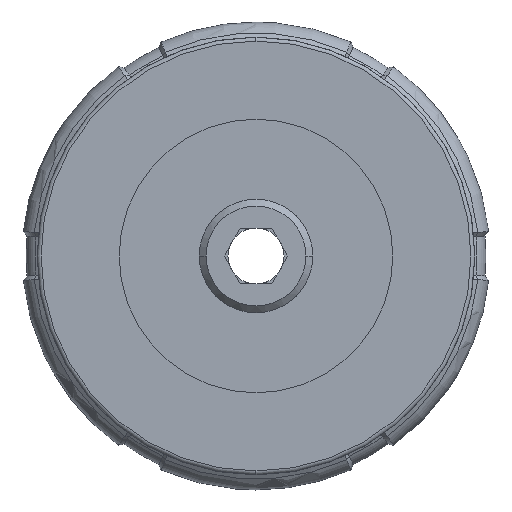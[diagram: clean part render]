
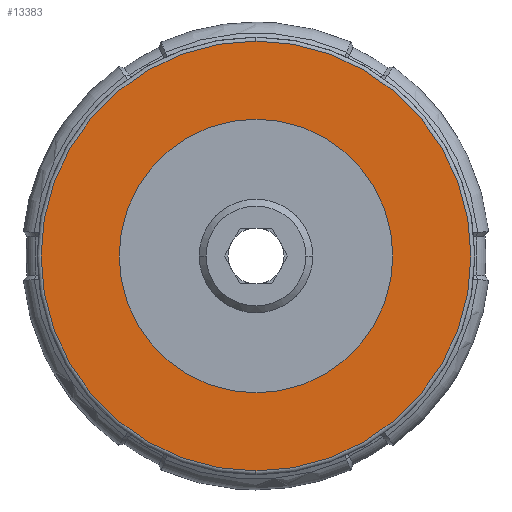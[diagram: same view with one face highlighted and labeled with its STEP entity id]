
A CAD part, front view. The second image highlights one B-rep face of the part: STEP entity #13383.
In plain terms, the highlighted planar face has unit normal (0, -1, 0).
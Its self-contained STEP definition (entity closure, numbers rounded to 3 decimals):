
#91 = CARTESIAN_POINT ( 'NONE',  ( 0., -23., -10. ) ) ;
#147 = EDGE_CURVE ( 'NONE', #9680, #777, #1740, .T. ) ;
#209 = CARTESIAN_POINT ( 'NONE',  ( 0., -23., 0. ) ) ;
#235 = CARTESIAN_POINT ( 'NONE',  ( 0., -23., 0. ) ) ;
#569 = FACE_BOUND ( 'NONE', #7824, .T. ) ;
#672 = CIRCLE ( 'NONE', #8442, 15.708 ) ;
#777 = VERTEX_POINT ( 'NONE', #91 ) ;
#1273 = VERTEX_POINT ( 'NONE', #2782 ) ;
#1548 = DIRECTION ( 'NONE',  ( 0., 1., 0. ) ) ;
#1740 = CIRCLE ( 'NONE', #1952, 10. ) ;
#1952 = AXIS2_PLACEMENT_3D ( 'NONE', #3225, #2403, #5399 ) ;
#2403 = DIRECTION ( 'NONE',  ( 0., -1., 0. ) ) ;
#2782 = CARTESIAN_POINT ( 'NONE',  ( 0., -23., 15.708 ) ) ;
#3122 = DIRECTION ( 'NONE',  ( 0., 0., 1. ) ) ;
#3208 = DIRECTION ( 'NONE',  ( 0., 0., 1. ) ) ;
#3225 = CARTESIAN_POINT ( 'NONE',  ( 0., -23., 0. ) ) ;
#3647 = CARTESIAN_POINT ( 'NONE',  ( 0., -23., 0. ) ) ;
#3757 = DIRECTION ( 'NONE',  ( 1., 0., 0. ) ) ;
#3773 = AXIS2_PLACEMENT_3D ( 'NONE', #3647, #7835, #9022 ) ;
#3826 = FACE_OUTER_BOUND ( 'NONE', #6273, .T. ) ;
#4036 = ORIENTED_EDGE ( 'NONE', *, *, #8023, .F. ) ;
#4267 = DIRECTION ( 'NONE',  ( 0., 1., 0. ) ) ;
#4938 = PLANE ( 'NONE',  #11554 ) ;
#5399 = DIRECTION ( 'NONE',  ( 0., 0., -1. ) ) ;
#5512 = CARTESIAN_POINT ( 'NONE',  ( 0., -23., -15.708 ) ) ;
#5814 = ORIENTED_EDGE ( 'NONE', *, *, #147, .F. ) ;
#6273 = EDGE_LOOP ( 'NONE', ( #6932, #4036 ) ) ;
#6431 = CIRCLE ( 'NONE', #9327, 15.708 ) ;
#6932 = ORIENTED_EDGE ( 'NONE', *, *, #11157, .F. ) ;
#7824 = EDGE_LOOP ( 'NONE', ( #7853, #5814 ) ) ;
#7835 = DIRECTION ( 'NONE',  ( 0., -1., 0. ) ) ;
#7853 = ORIENTED_EDGE ( 'NONE', *, *, #12371, .F. ) ;
#8023 = EDGE_CURVE ( 'NONE', #10882, #1273, #672, .T. ) ;
#8442 = AXIS2_PLACEMENT_3D ( 'NONE', #235, #4267, #3208 ) ;
#8499 = DIRECTION ( 'NONE',  ( 0., 1., 0. ) ) ;
#9022 = DIRECTION ( 'NONE',  ( 0., 0., -1. ) ) ;
#9061 = CARTESIAN_POINT ( 'NONE',  ( 3.5, -23., 0. ) ) ;
#9327 = AXIS2_PLACEMENT_3D ( 'NONE', #209, #8499, #3122 ) ;
#9680 = VERTEX_POINT ( 'NONE', #10216 ) ;
#10216 = CARTESIAN_POINT ( 'NONE',  ( 0., -23., 10. ) ) ;
#10882 = VERTEX_POINT ( 'NONE', #5512 ) ;
#11157 = EDGE_CURVE ( 'NONE', #1273, #10882, #6431, .T. ) ;
#11554 = AXIS2_PLACEMENT_3D ( 'NONE', #9061, #1548, #3757 ) ;
#12371 = EDGE_CURVE ( 'NONE', #777, #9680, #12642, .T. ) ;
#12642 = CIRCLE ( 'NONE', #3773, 10. ) ;
#13383 = ADVANCED_FACE ( 'NONE', ( #3826, #569 ), #4938, .F. ) ;
